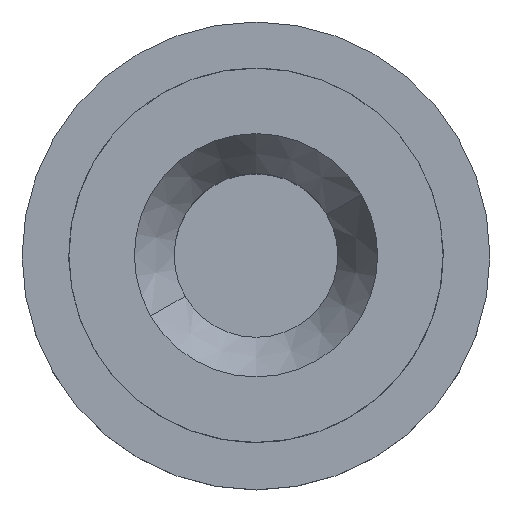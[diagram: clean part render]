
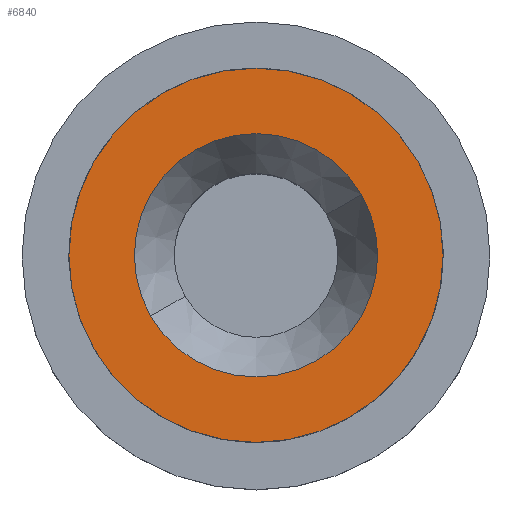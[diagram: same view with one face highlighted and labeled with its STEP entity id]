
A CAD part, top view. The second image highlights one B-rep face of the part: STEP entity #6840.
In plain terms, the highlighted face is planar.
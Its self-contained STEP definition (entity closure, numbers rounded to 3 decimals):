
#210=CARTESIAN_POINT('',(35.922,85.057,-19.464));
#220=VERTEX_POINT('',#210);
#250=CARTESIAN_POINT('',(35.922,85.057,-11.464));
#260=DIRECTION('',(0.,-1.,0.));
#270=DIRECTION('',(0.,0.,1.));
#280=AXIS2_PLACEMENT_3D('',#250,#260,#270);
#290=CIRCLE('',#280,8.);
#300=CARTESIAN_POINT('',(35.922,85.057,-3.464));
#310=VERTEX_POINT('',#300);
#320=EDGE_CURVE('',#310,#220,#290,.T.);
#6550=CARTESIAN_POINT('',(42.883,85.057,-13.731))
;
#6560=DIRECTION('',(0.,1.,0.));
#6570=DIRECTION('',(-0.5,0.,0.866));
#6580=AXIS2_PLACEMENT_3D('',#6550,#6560,#6570);
#6590=PLANE('',#6580);
#6600=CARTESIAN_POINT('',(35.922,85.057,-11.464));
#6610=DIRECTION('',(0.,-1.,0.));
#6620=DIRECTION('',(0.,0.,1.));
#6630=AXIS2_PLACEMENT_3D('',#6600,#6610,#6620);
#6640=CIRCLE('',#6630,5.2);
#6650=CARTESIAN_POINT('',(35.922,85.057,-6.264));
#6660=VERTEX_POINT('',#6650);
#6670=CARTESIAN_POINT('',(35.922,85.057,-16.664));
#6680=VERTEX_POINT('',#6670);
#6690=EDGE_CURVE('',#6660,#6680,#6640,.T.);
#6700=ORIENTED_EDGE('',*,*,#6690,.T.);
#6710=CARTESIAN_POINT('',(41.122,85.057,-11.464));
#6720=VERTEX_POINT('',#6710);
#6730=EDGE_CURVE('',#6720,#6660,#6640,.T.);
#6740=ORIENTED_EDGE('',*,*,#6730,.T.);
#6750=EDGE_CURVE('',#6680,#6720,#6640,.T.);
#6760=ORIENTED_EDGE('',*,*,#6750,.T.);
#6770=EDGE_LOOP('',(#6760,#6740,#6700));
#6780=FACE_BOUND('',#6770,.T.);
#6790=ORIENTED_EDGE('',*,*,#320,.F.);
#6800=EDGE_CURVE('',#220,#310,#290,.T.);
#6810=ORIENTED_EDGE('',*,*,#6800,.F.);
#6820=EDGE_LOOP('',(#6810,#6790));
#6830=FACE_OUTER_BOUND('',#6820,.T.);
#6840=ADVANCED_FACE('',(#6780,#6830),#6590,.T.);
